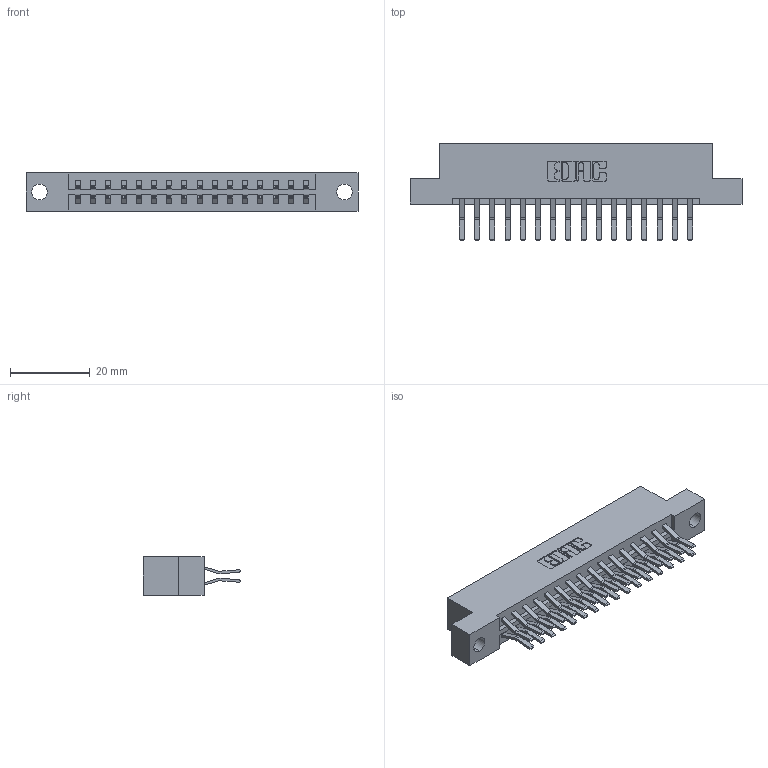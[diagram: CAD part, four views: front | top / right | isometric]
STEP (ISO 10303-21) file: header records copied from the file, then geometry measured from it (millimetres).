
FILE_DESCRIPTION (( 'STEP AP203' ), '1' );
FILE_NAME ('379-032-560-204.STEP', '2020-09-30T17:32:44', ( '' ), ( '' ), 'SwSTEP 2.0', 'SolidWorks 2020', '' );
FILE_SCHEMA (( 'CONFIG_CONTROL_DESIGN' ));
Length unit declared in the file: inch
Products named in the file (3): 345-292-001_560 Tail; 379 Part_Flush - .156 Dia - TH; 379-032-560-204
Assembly tree (33 placements, depth 2):
  379-032-560-204
    379 Part_Flush - .156 Dia - TH
    345-292-001_560 Tail  x32
Bounding box: 83.19 x 24.45 x 9.53 mm (x, y, z)
Volume: 8656.8 mm3; surface area: 9889.5 mm2
Topology: 33 solids, 33 shells, 1842 faces, 5463 edges, 3598 vertices
Faces by surface type: plane 1222, cylinder 620
Entity records: 13747 total; most frequent: CARTESIAN_POINT 2310, ORIENTED_EDGE 2246, DIRECTION 2023, EDGE_CURVE 1123, LINE 991, VECTOR 991, VERTEX_POINT 746, AXIS2_PLACEMENT_3D 516
